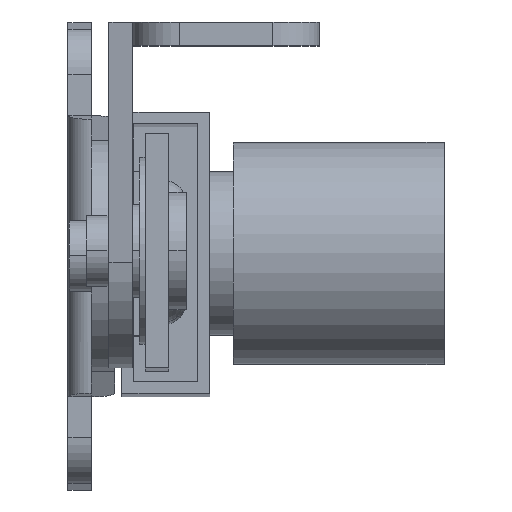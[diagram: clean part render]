
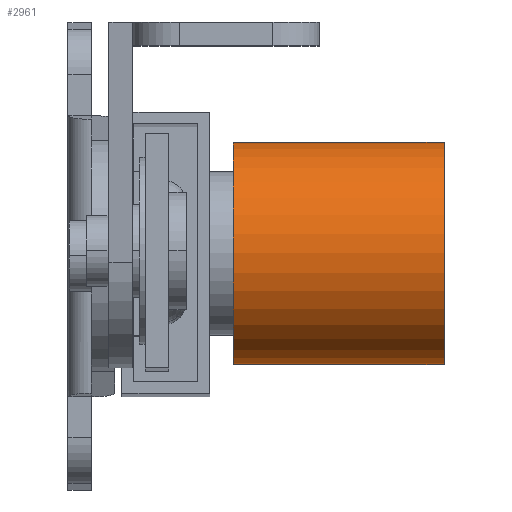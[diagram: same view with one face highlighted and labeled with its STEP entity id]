
A CAD part, top view. The second image highlights one B-rep face of the part: STEP entity #2961.
In plain terms, the highlighted cylindrical face has radius 9.5 mm (diameter 19 mm), a partial arc.
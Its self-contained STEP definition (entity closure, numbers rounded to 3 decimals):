
#127 = EDGE_LOOP ( 'NONE', ( #520, #522, #521, #523 ) ) ;
#520 = ORIENTED_EDGE ( 'NONE', *, *, #2756, .F. ) ;
#521 = ORIENTED_EDGE ( 'NONE', *, *, #2757, .T. ) ;
#522 = ORIENTED_EDGE ( 'NONE', *, *, #2755, .T. ) ;
#523 = ORIENTED_EDGE ( 'NONE', *, *, #2758, .F. ) ;
#1104 = CARTESIAN_POINT ( 'NONE',  ( -9.5, 0., 9. ) ) ;
#1105 = DIRECTION ( 'NONE',  ( 0., 0., -1. ) ) ;
#1464 = CARTESIAN_POINT ( 'NONE',  ( 9.5, 0., 9. ) ) ;
#1465 = DIRECTION ( 'NONE',  ( 0., 0., -1. ) ) ;
#1466 = DIRECTION ( 'NONE',  ( 0., 0., 1. ) ) ;
#1467 = DIRECTION ( 'NONE',  ( 1., 0., 0. ) ) ;
#1468 = DIRECTION ( 'NONE',  ( 1., 0., 0. ) ) ;
#1469 = DIRECTION ( 'NONE',  ( 0., 0., 1. ) ) ;
#1470 = CARTESIAN_POINT ( 'NONE',  ( 0., 0., 9. ) ) ;
#1471 = CARTESIAN_POINT ( 'NONE',  ( 0., 0., -9. ) ) ;
#2104 = CARTESIAN_POINT ( 'NONE',  ( -9.5, 0., -9. ) ) ;
#2123 = CARTESIAN_POINT ( 'NONE',  ( 9.5, 0., -9. ) ) ;
#2129 = CARTESIAN_POINT ( 'NONE',  ( -9.5, 0., 9. ) ) ;
#2133 = CARTESIAN_POINT ( 'NONE',  ( 9.5, 0., 9. ) ) ;
#2755 = EDGE_CURVE ( 'NONE', #4792, #4794, #3529, .T. ) ;
#2756 = EDGE_CURVE ( 'NONE', #4792, #4793, #3957, .T. ) ;
#2757 = EDGE_CURVE ( 'NONE', #4794, #4795, #3954, .T. ) ;
#2758 = EDGE_CURVE ( 'NONE', #4793, #4795, #3528, .T. ) ;
#2961 = ADVANCED_FACE ( 'NONE', ( #3351 ), #3350, .T. ) ;
#3350 = CYLINDRICAL_SURFACE ( 'NONE', #3846, 9.5 ) ;
#3351 = FACE_OUTER_BOUND ( 'NONE', #127, .T. ) ;
#3528 = LINE ( 'NONE', #1104, #3951 ) ;
#3529 = LINE ( 'NONE', #1464, #3956 ) ;
#3846 = AXIS2_PLACEMENT_3D ( 'NONE', #4242, #4241, #4240 ) ;
#3951 = VECTOR ( 'NONE', #1105, 1000. ) ;
#3953 = AXIS2_PLACEMENT_3D ( 'NONE', #1471, #1469, #1467 ) ;
#3954 = CIRCLE ( 'NONE', #3953, 9.5 ) ;
#3955 = AXIS2_PLACEMENT_3D ( 'NONE', #1470, #1466, #1468 ) ;
#3956 = VECTOR ( 'NONE', #1465, 1000. ) ;
#3957 = CIRCLE ( 'NONE', #3955, 9.5 ) ;
#4240 = DIRECTION ( 'NONE',  ( -1., 0., 0. ) ) ;
#4241 = DIRECTION ( 'NONE',  ( 0., 0., -1. ) ) ;
#4242 = CARTESIAN_POINT ( 'NONE',  ( 0., 0., 9. ) ) ;
#4792 = VERTEX_POINT ( 'NONE', #2133 ) ;
#4793 = VERTEX_POINT ( 'NONE', #2129 ) ;
#4794 = VERTEX_POINT ( 'NONE', #2123 ) ;
#4795 = VERTEX_POINT ( 'NONE', #2104 ) ;
